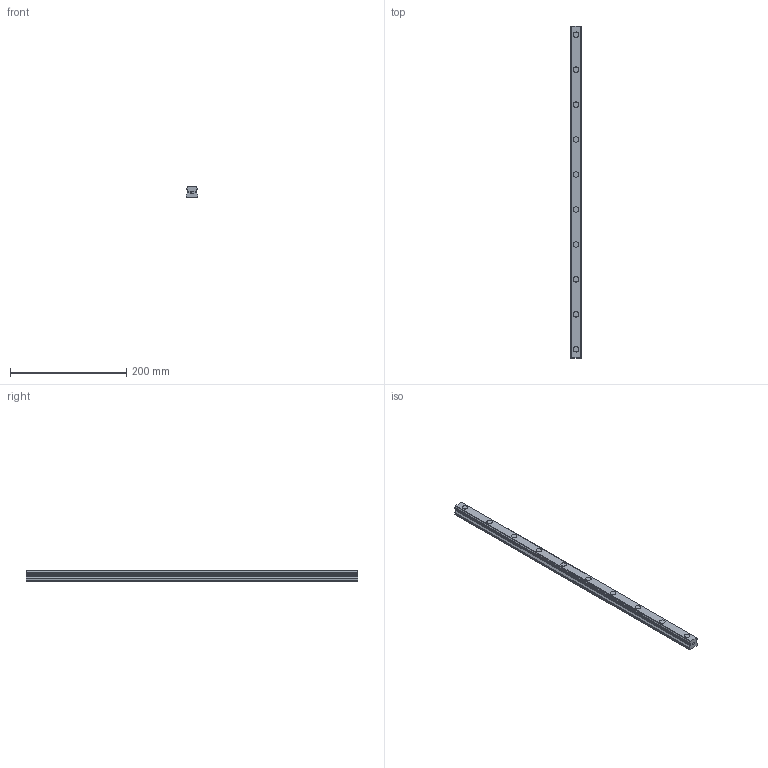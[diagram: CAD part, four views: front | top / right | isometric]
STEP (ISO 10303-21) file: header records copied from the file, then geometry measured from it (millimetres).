
FILE_DESCRIPTION(('STEP AP214'),'1');
FILE_NAME('cctmp_73B5B558-1B3E-4896-9F3D-9CCDF8CA75D2_2020_5_18_13_42_17_249..stp','2020-05-18T11:42:17',('HIWIN GmbH'),('CADClick - www.CADClick.com'),'Spatial InterOp 3D',' ','unknown authorization');
FILE_SCHEMA(('AUTOMOTIVE_DESIGN'));
Length unit declared in the file: millimetre
Products named in the file (1): HGR20R570H_FILE
Bounding box: 20 x 570 x 17.5 mm (x, y, z)
Volume: 162560.4 mm3; surface area: 49059.7 mm2
Topology: 1 solids, 1 shells, 197 faces, 483 edges, 322 vertices
Faces by surface type: plane 115, cylinder 82
Entity records: 7441 total; most frequent: DIRECTION 1043, CARTESIAN_POINT 1003, ORIENTED_EDGE 966, EDGE_CURVE 483, AXIS2_PLACEMENT_3D 362, VERTEX_POINT 322, LINE 319, VECTOR 319
